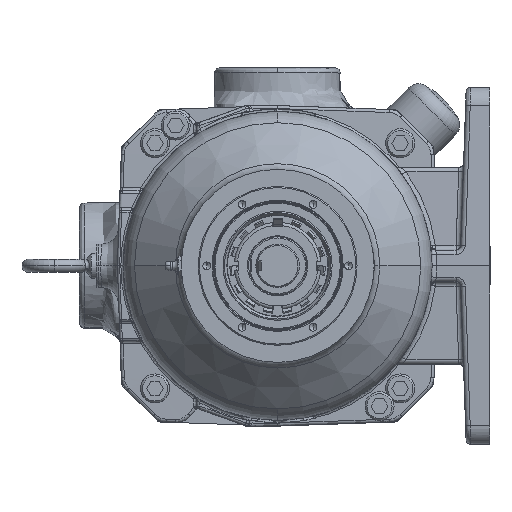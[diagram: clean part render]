
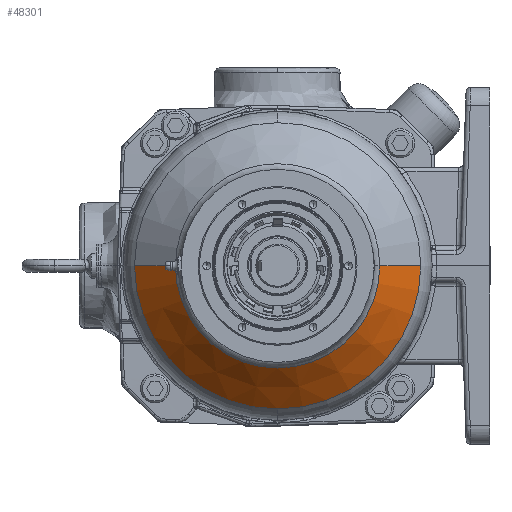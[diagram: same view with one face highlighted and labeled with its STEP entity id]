
A CAD part, left-side view. The second image highlights one B-rep face of the part: STEP entity #48301.
In plain terms, the highlighted conical face has half-angle 44.977 degrees and reference radius 67.216 mm.
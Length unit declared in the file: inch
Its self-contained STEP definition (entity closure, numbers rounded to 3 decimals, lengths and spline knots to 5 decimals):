
#4454 = EDGE_CURVE ( 'NONE', #95942, #237993, #127267, .T. ) ;
#21156 = AXIS2_PLACEMENT_3D ( 'NONE', #131231, #296265, #154994 ) ;
#32330 = CARTESIAN_POINT ( 'NONE',  ( -7.71767, 2.6463, 0. ) ) ;
#42745 = CARTESIAN_POINT ( 'NONE',  ( -7.71767, 2.6463, 0. ) ) ;
#47390 = CARTESIAN_POINT ( 'NONE',  ( -6.65573, 3.70739, 0. ) ) ;
#48301 = ADVANCED_FACE ( 'NONE', ( #51945 ), #155063, .T. ) ;
#50944 = CARTESIAN_POINT ( 'NONE',  ( -6.65573, -3.70739, 0. ) ) ;
#51945 = FACE_OUTER_BOUND ( 'NONE', #183694, .T. ) ;
#57931 = ORIENTED_EDGE ( 'NONE', *, *, #98194, .F. ) ;
#90529 = DIRECTION ( 'NONE',  ( 0.707, -0.707, 0. ) ) ;
#90627 = CARTESIAN_POINT ( 'NONE',  ( -7.71767, -2.6463, 0. ) ) ;
#94834 = CARTESIAN_POINT ( 'NONE',  ( -6.65573, 0., -3.70739 ) ) ;
#95897 = DIRECTION ( 'NONE',  ( 1., 0., 0. ) ) ;
#95942 = VERTEX_POINT ( 'NONE', #94834 ) ;
#98194 = EDGE_CURVE ( 'NONE', #141556, #95942, #237309, .T. ) ;
#113173 = DIRECTION ( 'NONE',  ( -1., 0., 0. ) ) ;
#120437 = EDGE_CURVE ( 'NONE', #296663, #237993, #133046, .T. ) ;
#120802 = ORIENTED_EDGE ( 'NONE', *, *, #304335, .F. ) ;
#123147 = AXIS2_PLACEMENT_3D ( 'NONE', #237123, #95897, #260817 ) ;
#127267 = CIRCLE ( 'NONE', #21156, 3.70739 ) ;
#131231 = CARTESIAN_POINT ( 'NONE',  ( -6.65573, 0., 0. ) ) ;
#133046 = LINE ( 'NONE', #42745, #258508 ) ;
#136078 = AXIS2_PLACEMENT_3D ( 'NONE', #254420, #113173, #278181 ) ;
#141556 = VERTEX_POINT ( 'NONE', #50944 ) ;
#142913 = ORIENTED_EDGE ( 'NONE', *, *, #4454, .F. ) ;
#154330 = LINE ( 'NONE', #255471, #202198 ) ;
#154994 = DIRECTION ( 'NONE',  ( 0., 0., 1. ) ) ;
#155063 = CONICAL_SURFACE ( 'NONE', #177137, 2.6463, 0.785 ) ;
#160110 = DIRECTION ( 'NONE',  ( 0.707, 0.707, 0. ) ) ;
#164297 = VERTEX_POINT ( 'NONE', #90627 ) ;
#166923 = EDGE_CURVE ( 'NONE', #296663, #164297, #224816, .T. ) ;
#177137 = AXIS2_PLACEMENT_3D ( 'NONE', #216003, #237657, #286128 ) ;
#183694 = EDGE_LOOP ( 'NONE', ( #120802, #234923, #304754, #142913, #57931 ) ) ;
#202198 = VECTOR ( 'NONE', #90529, 39.37008 ) ;
#216003 = CARTESIAN_POINT ( 'NONE',  ( -7.71767, 0., 0. ) ) ;
#224816 = CIRCLE ( 'NONE', #136078, 2.6463 ) ;
#234923 = ORIENTED_EDGE ( 'NONE', *, *, #166923, .F. ) ;
#237123 = CARTESIAN_POINT ( 'NONE',  ( -6.65573, 0., 0. ) ) ;
#237309 = CIRCLE ( 'NONE', #123147, 3.70739 ) ;
#237657 = DIRECTION ( 'NONE',  ( 1., 0., 0. ) ) ;
#237993 = VERTEX_POINT ( 'NONE', #47390 ) ;
#254420 = CARTESIAN_POINT ( 'NONE',  ( -7.71767, 0., 0. ) ) ;
#255471 = CARTESIAN_POINT ( 'NONE',  ( -7.71767, -2.6463, 0. ) ) ;
#258508 = VECTOR ( 'NONE', #160110, 39.37008 ) ;
#260817 = DIRECTION ( 'NONE',  ( 0., 0., 1. ) ) ;
#278181 = DIRECTION ( 'NONE',  ( 0., 1., 0. ) ) ;
#286128 = DIRECTION ( 'NONE',  ( 0., 1., 0. ) ) ;
#296265 = DIRECTION ( 'NONE',  ( 1., 0., 0. ) ) ;
#296663 = VERTEX_POINT ( 'NONE', #32330 ) ;
#304335 = EDGE_CURVE ( 'NONE', #164297, #141556, #154330, .T. ) ;
#304754 = ORIENTED_EDGE ( 'NONE', *, *, #120437, .T. ) ;
